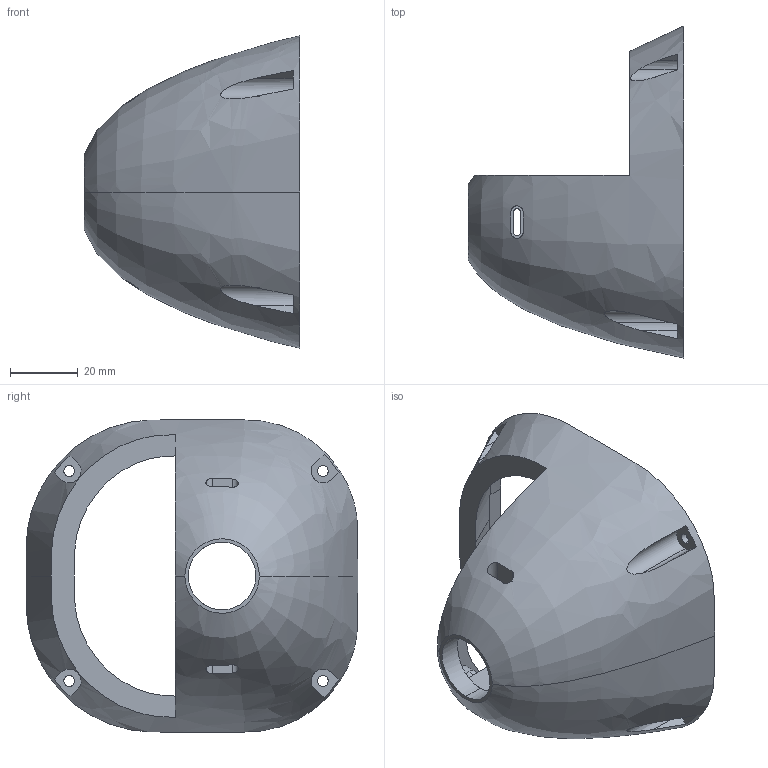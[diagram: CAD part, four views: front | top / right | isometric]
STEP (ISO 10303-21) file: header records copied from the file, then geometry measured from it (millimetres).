
FILE_DESCRIPTION (( 'STEP AP214' ), '1' );
FILE_NAME ('NOSE.STEP', '2024-10-19T16:05:45', ( '' ), ( '' ), 'SwSTEP 2.0', 'SolidWorks 2023', '' );
FILE_SCHEMA (( 'AUTOMOTIVE_DESIGN' ));
Length unit declared in the file: millimetre
Products named in the file (1): NOSE
Bounding box: 63.8 x 98.08 x 92.26 mm (x, y, z)
Volume: 72049 mm3; surface area: 34560.3 mm2
Topology: 1 solids, 1 shells, 118 faces, 321 edges, 214 vertices
Faces by surface type: cylinder 54, plane 48, bspline 8, torus 8
Entity records: 15644 total; most frequent: CARTESIAN_POINT 12731, ORIENTED_EDGE 642, DIRECTION 533, EDGE_CURVE 321, VERTEX_POINT 214, AXIS2_PLACEMENT_3D 212, EDGE_LOOP 149, ADVANCED_FACE 118
